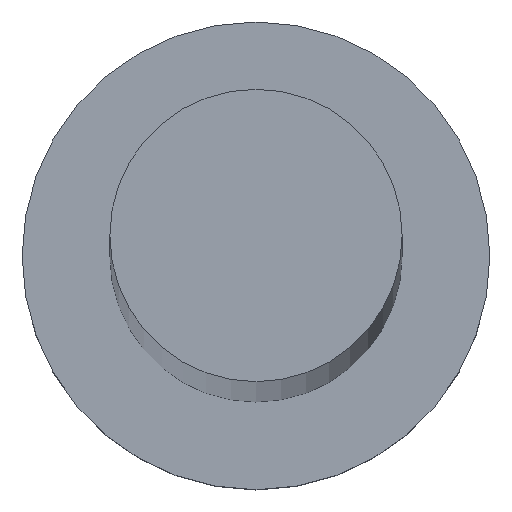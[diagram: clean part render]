
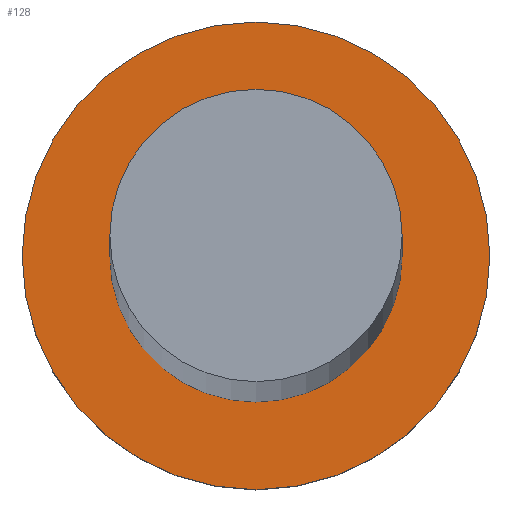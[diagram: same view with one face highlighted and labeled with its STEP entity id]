
A CAD part, top view. The second image highlights one B-rep face of the part: STEP entity #128.
In plain terms, the highlighted planar face has unit normal (0, 0, 1).
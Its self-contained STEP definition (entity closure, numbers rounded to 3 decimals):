
#3 = ORIENTED_EDGE ( 'NONE', *, *, #94, .T. ) ;
#11 = DIRECTION ( 'NONE',  ( 1., 0., 0. ) ) ;
#15 = ORIENTED_EDGE ( 'NONE', *, *, #229, .F. ) ;
#16 = CARTESIAN_POINT ( 'NONE',  ( 0., 0., 5. ) ) ;
#20 = VERTEX_POINT ( 'NONE', #122 ) ;
#32 = AXIS2_PLACEMENT_3D ( 'NONE', #233, #177, #164 ) ;
#36 = FACE_OUTER_BOUND ( 'NONE', #58, .T. ) ;
#39 = CARTESIAN_POINT ( 'NONE',  ( 5., 0., 5. ) ) ;
#41 = AXIS2_PLACEMENT_3D ( 'NONE', #156, #210, #209 ) ;
#49 = EDGE_LOOP ( 'NONE', ( #15, #131 ) ) ;
#58 = EDGE_LOOP ( 'NONE', ( #81, #3 ) ) ;
#71 = DIRECTION ( 'NONE',  ( 1., 0., 0. ) ) ;
#81 = ORIENTED_EDGE ( 'NONE', *, *, #199, .T. ) ;
#88 = VERTEX_POINT ( 'NONE', #39 ) ;
#93 = CARTESIAN_POINT ( 'NONE',  ( 0., 0., 5. ) ) ;
#94 = EDGE_CURVE ( 'NONE', #116, #236, #133, .T. ) ;
#103 = AXIS2_PLACEMENT_3D ( 'NONE', #16, #232, #11 ) ;
#108 = CIRCLE ( 'NONE', #103, 5. ) ;
#112 = CARTESIAN_POINT ( 'NONE',  ( 0., 0., 5. ) ) ;
#116 = VERTEX_POINT ( 'NONE', #216 ) ;
#122 = CARTESIAN_POINT ( 'NONE',  ( -5., 0., 5. ) ) ;
#128 = ADVANCED_FACE ( 'NONE', ( #235, #36 ), #134, .T. ) ;
#131 = ORIENTED_EDGE ( 'NONE', *, *, #187, .F. ) ;
#133 = CIRCLE ( 'NONE', #32, 8. ) ;
#134 = PLANE ( 'NONE',  #41 ) ;
#156 = CARTESIAN_POINT ( 'NONE',  ( 0., 0., 5. ) ) ;
#164 = DIRECTION ( 'NONE',  ( 1., 0., 0. ) ) ;
#174 = AXIS2_PLACEMENT_3D ( 'NONE', #93, #225, #71 ) ;
#177 = DIRECTION ( 'NONE',  ( 0., 0., 1. ) ) ;
#183 = CIRCLE ( 'NONE', #251, 5. ) ;
#187 = EDGE_CURVE ( 'NONE', #88, #20, #183, .T. ) ;
#195 = CARTESIAN_POINT ( 'NONE',  ( -8., 0., 5. ) ) ;
#199 = EDGE_CURVE ( 'NONE', #236, #116, #205, .T. ) ;
#205 = CIRCLE ( 'NONE', #174, 8. ) ;
#209 = DIRECTION ( 'NONE',  ( 1., 0., 0. ) ) ;
#210 = DIRECTION ( 'NONE',  ( 0., 0., 1. ) ) ;
#212 = DIRECTION ( 'NONE',  ( 1., 0., 0. ) ) ;
#216 = CARTESIAN_POINT ( 'NONE',  ( 8., 0., 5. ) ) ;
#225 = DIRECTION ( 'NONE',  ( 0., 0., 1. ) ) ;
#229 = EDGE_CURVE ( 'NONE', #20, #88, #108, .T. ) ;
#232 = DIRECTION ( 'NONE',  ( 0., 0., 1. ) ) ;
#233 = CARTESIAN_POINT ( 'NONE',  ( 0., 0., 5. ) ) ;
#235 = FACE_BOUND ( 'NONE', #49, .T. ) ;
#236 = VERTEX_POINT ( 'NONE', #195 ) ;
#250 = DIRECTION ( 'NONE',  ( 0., 0., 1. ) ) ;
#251 = AXIS2_PLACEMENT_3D ( 'NONE', #112, #250, #212 ) ;
